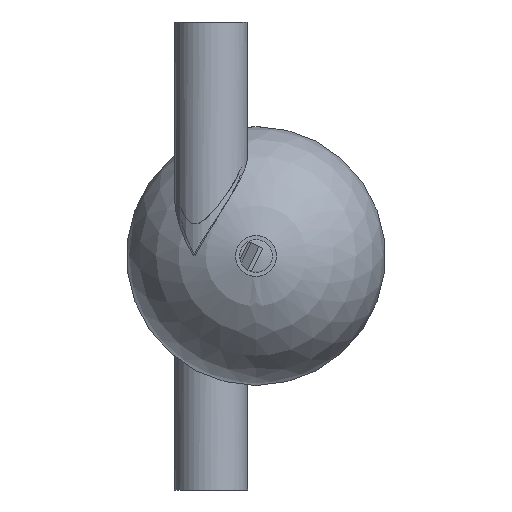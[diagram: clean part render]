
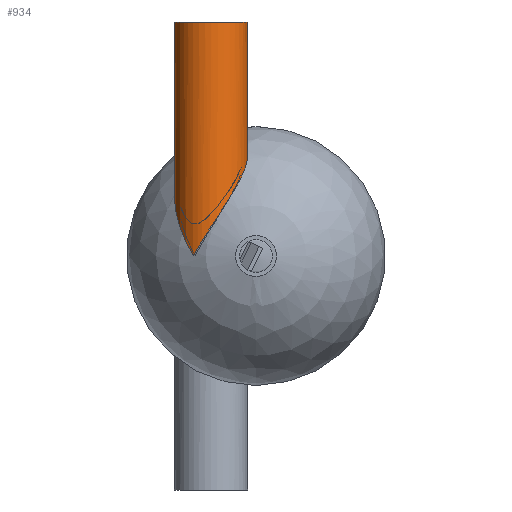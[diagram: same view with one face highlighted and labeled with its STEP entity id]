
A CAD part, left-side view. The second image highlights one B-rep face of the part: STEP entity #934.
In plain terms, the highlighted cylindrical face has radius 14.351 mm (diameter 28.702 mm), a full revolution.
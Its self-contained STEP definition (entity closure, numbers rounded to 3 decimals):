
#201=FACE_BOUND('',#384,.T.);
#268=FACE_OUTER_BOUND('',#383,.T.);
#383=EDGE_LOOP('',(#841));
#384=EDGE_LOOP('',(#842));
#459=CIRCLE('',#1100,14.351);
#467=B_SPLINE_CURVE_WITH_KNOTS('',3,(#2119,#2120,#2121,#2122,#2123,#2124,
#2125,#2126,#2127,#2128,#2129,#2130,#2131,#2132,#2133,#2134,#2135,#2136,
#2137,#2138,#2139,#2140,#2141,#2142,#2143,#2144,#2145,#2146,#2147,#2148,
#2149,#2150,#2151,#2152,#2153,#2154,#2155,#2156,#2157,#2158,#2159,#2160,
#2161,#2162,#2163,#2164,#2165,#2166,#2167,#2168,#2169,#2170,#2171,#2172,
#2173,#2174,#2175,#2176,#2177,#2178,#2179,#2180,#2181,#2182,#2183,#2184,
#2185,#2186,#2187,#2188,#2189,#2190,#2191,#2192,#2193,#2194,#2195,#2196,
#2197,#2198,#2199,#2200,#2201,#2202,#2203,#2204,#2205,#2206,#2207,#2208,
#2209,#2210,#2211,#2212),.UNSPECIFIED.,.T.,.F.,(4,3,3,3,3,3,3,3,3,3,3,3,
3,3,3,3,3,3,3,3,3,3,3,3,3,3,3,3,3,3,3,4),(0.,0.66,1.316,
1.673,1.955,2.087,2.696,3.292,
3.611,3.742,4.264,4.795,5.043,
5.212,5.351,5.702,6.046,6.243,
6.415,6.751,7.102,7.28,7.391,
7.921,8.447,8.739,8.905,9.076,
10.193,11.176,12.13,12.749),
 .UNSPECIFIED.);
#547=VERTEX_POINT('',#2116);
#548=VERTEX_POINT('',#2118);
#647=EDGE_CURVE('',#547,#547,#459,.T.);
#648=EDGE_CURVE('',#548,#548,#467,.T.);
#841=ORIENTED_EDGE('',*,*,#647,.T.);
#842=ORIENTED_EDGE('',*,*,#648,.F.);
#869=CYLINDRICAL_SURFACE('',#1099,14.351);
#934=ADVANCED_FACE('',(#268,#201),#869,.T.);
#1099=AXIS2_PLACEMENT_3D('',#2115,#1376,#1377);
#1100=AXIS2_PLACEMENT_3D('',#2117,#1378,#1379);
#1376=DIRECTION('center_axis',(0.,0.,1.));
#1377=DIRECTION('ref_axis',(1.,0.,0.));
#1378=DIRECTION('center_axis',(0.,0.,1.));
#1379=DIRECTION('ref_axis',(1.,0.,0.));
#2115=CARTESIAN_POINT('Origin',(-77.068,17.671,-200.091));
#2116=CARTESIAN_POINT('',(-91.419,17.671,-200.091));
#2117=CARTESIAN_POINT('Origin',(-77.068,17.671,-200.091));
#2118=CARTESIAN_POINT('',(-64.516,24.628,-108.328));
#2119=CARTESIAN_POINT('Ctrl Pts',(-64.516,24.628,-108.328));
#2120=CARTESIAN_POINT('Ctrl Pts',(-65.083,25.651,-110.191));
#2121=CARTESIAN_POINT('Ctrl Pts',(-65.813,26.665,-112.168));
#2122=CARTESIAN_POINT('Ctrl Pts',(-66.69,27.583,-114.175));
#2123=CARTESIAN_POINT('Ctrl Pts',(-67.562,28.496,-116.171));
#2124=CARTESIAN_POINT('Ctrl Pts',(-68.578,29.313,-118.196));
#2125=CARTESIAN_POINT('Ctrl Pts',(-69.68,29.974,-120.173));
#2126=CARTESIAN_POINT('Ctrl Pts',(-70.28,30.334,-121.25));
#2127=CARTESIAN_POINT('Ctrl Pts',(-70.904,30.649,-122.313));
#2128=CARTESIAN_POINT('Ctrl Pts',(-71.54,30.914,-123.35));
#2129=CARTESIAN_POINT('Ctrl Pts',(-72.041,31.124,-124.167));
#2130=CARTESIAN_POINT('Ctrl Pts',(-72.549,31.302,-124.969));
#2131=CARTESIAN_POINT('Ctrl Pts',(-73.056,31.45,-125.747));
#2132=CARTESIAN_POINT('Ctrl Pts',(-73.294,31.519,-126.112));
#2133=CARTESIAN_POINT('Ctrl Pts',(-73.536,31.583,-126.479));
#2134=CARTESIAN_POINT('Ctrl Pts',(-73.784,31.641,-126.85));
#2135=CARTESIAN_POINT('Ctrl Pts',(-74.929,31.91,-128.564));
#2136=CARTESIAN_POINT('Ctrl Pts',(-76.19,32.054,-130.352));
#2137=CARTESIAN_POINT('Ctrl Pts',(-77.492,32.016,-132.125));
#2138=CARTESIAN_POINT('Ctrl Pts',(-78.765,31.978,-133.857));
#2139=CARTESIAN_POINT('Ctrl Pts',(-80.075,31.766,-135.576));
#2140=CARTESIAN_POINT('Ctrl Pts',(-81.34,31.371,-137.214));
#2141=CARTESIAN_POINT('Ctrl Pts',(-82.02,31.159,-138.093));
#2142=CARTESIAN_POINT('Ctrl Pts',(-82.686,30.896,-138.95));
#2143=CARTESIAN_POINT('Ctrl Pts',(-83.326,30.585,-139.772));
#2144=CARTESIAN_POINT('Ctrl Pts',(-83.588,30.459,-140.109));
#2145=CARTESIAN_POINT('Ctrl Pts',(-83.844,30.324,-140.439));
#2146=CARTESIAN_POINT('Ctrl Pts',(-84.098,30.182,-140.766));
#2147=CARTESIAN_POINT('Ctrl Pts',(-85.109,29.614,-142.07));
#2148=CARTESIAN_POINT('Ctrl Pts',(-86.144,28.867,-143.411));
#2149=CARTESIAN_POINT('Ctrl Pts',(-87.098,27.935,-144.7));
#2150=CARTESIAN_POINT('Ctrl Pts',(-88.067,26.988,-146.009));
#2151=CARTESIAN_POINT('Ctrl Pts',(-88.951,25.85,-147.264));
#2152=CARTESIAN_POINT('Ctrl Pts',(-89.657,24.559,-148.396));
#2153=CARTESIAN_POINT('Ctrl Pts',(-89.989,23.954,-148.926));
#2154=CARTESIAN_POINT('Ctrl Pts',(-90.281,23.316,-149.43));
#2155=CARTESIAN_POINT('Ctrl Pts',(-90.527,22.652,-149.9));
#2156=CARTESIAN_POINT('Ctrl Pts',(-90.694,22.2,-150.221));
#2157=CARTESIAN_POINT('Ctrl Pts',(-90.84,21.736,-150.526));
#2158=CARTESIAN_POINT('Ctrl Pts',(-90.962,21.263,-150.815));
#2159=CARTESIAN_POINT('Ctrl Pts',(-91.062,20.874,-151.052));
#2160=CARTESIAN_POINT('Ctrl Pts',(-91.147,20.48,-151.277));
#2161=CARTESIAN_POINT('Ctrl Pts',(-91.217,20.067,-151.498));
#2162=CARTESIAN_POINT('Ctrl Pts',(-91.393,19.027,-152.054));
#2163=CARTESIAN_POINT('Ctrl Pts',(-91.464,17.89,-152.56));
#2164=CARTESIAN_POINT('Ctrl Pts',(-91.388,16.728,-152.966));
#2165=CARTESIAN_POINT('Ctrl Pts',(-91.312,15.586,-153.364));
#2166=CARTESIAN_POINT('Ctrl Pts',(-91.095,14.42,-153.665));
#2167=CARTESIAN_POINT('Ctrl Pts',(-90.737,13.299,-153.849));
#2168=CARTESIAN_POINT('Ctrl Pts',(-90.531,12.656,-153.955));
#2169=CARTESIAN_POINT('Ctrl Pts',(-90.28,12.029,-154.022));
#2170=CARTESIAN_POINT('Ctrl Pts',(-89.99,11.429,-154.052));
#2171=CARTESIAN_POINT('Ctrl Pts',(-89.739,10.909,-154.078));
#2172=CARTESIAN_POINT('Ctrl Pts',(-89.461,10.412,-154.076));
#2173=CARTESIAN_POINT('Ctrl Pts',(-89.149,9.925,-154.047));
#2174=CARTESIAN_POINT('Ctrl Pts',(-88.536,8.969,-153.989));
#2175=CARTESIAN_POINT('Ctrl Pts',(-87.795,8.069,-153.82));
#2176=CARTESIAN_POINT('Ctrl Pts',(-86.967,7.281,-153.545));
#2177=CARTESIAN_POINT('Ctrl Pts',(-86.102,6.456,-153.257));
#2178=CARTESIAN_POINT('Ctrl Pts',(-85.144,5.754,-152.853));
#2179=CARTESIAN_POINT('Ctrl Pts',(-84.163,5.196,-152.367));
#2180=CARTESIAN_POINT('Ctrl Pts',(-83.664,4.913,-152.12));
#2181=CARTESIAN_POINT('Ctrl Pts',(-83.16,4.666,-151.851));
#2182=CARTESIAN_POINT('Ctrl Pts',(-82.661,4.455,-151.57));
#2183=CARTESIAN_POINT('Ctrl Pts',(-82.353,4.324,-151.396));
#2184=CARTESIAN_POINT('Ctrl Pts',(-82.048,4.208,-151.218));
#2185=CARTESIAN_POINT('Ctrl Pts',(-81.746,4.104,-151.036));
#2186=CARTESIAN_POINT('Ctrl Pts',(-80.294,3.603,-150.159));
#2187=CARTESIAN_POINT('Ctrl Pts',(-78.791,3.349,-149.114));
#2188=CARTESIAN_POINT('Ctrl Pts',(-77.333,3.322,-147.954));
#2189=CARTESIAN_POINT('Ctrl Pts',(-75.884,3.295,-146.8));
#2190=CARTESIAN_POINT('Ctrl Pts',(-74.482,3.492,-145.532));
#2191=CARTESIAN_POINT('Ctrl Pts',(-73.202,3.85,-144.219));
#2192=CARTESIAN_POINT('Ctrl Pts',(-72.494,4.048,-143.492));
#2193=CARTESIAN_POINT('Ctrl Pts',(-71.822,4.295,-142.752));
#2194=CARTESIAN_POINT('Ctrl Pts',(-71.198,4.575,-142.015));
#2195=CARTESIAN_POINT('Ctrl Pts',(-70.843,4.734,-141.595));
#2196=CARTESIAN_POINT('Ctrl Pts',(-70.503,4.904,-141.176));
#2197=CARTESIAN_POINT('Ctrl Pts',(-70.179,5.081,-140.761));
#2198=CARTESIAN_POINT('Ctrl Pts',(-69.846,5.263,-140.335));
#2199=CARTESIAN_POINT('Ctrl Pts',(-69.526,5.455,-139.907));
#2200=CARTESIAN_POINT('Ctrl Pts',(-69.216,5.658,-139.475));
#2201=CARTESIAN_POINT('Ctrl Pts',(-67.182,6.987,-136.639));
#2202=CARTESIAN_POINT('Ctrl Pts',(-65.602,8.753,-133.628));
#2203=CARTESIAN_POINT('Ctrl Pts',(-64.515,10.714,-130.503));
#2204=CARTESIAN_POINT('Ctrl Pts',(-63.559,12.44,-127.753));
#2205=CARTESIAN_POINT('Ctrl Pts',(-62.987,14.317,-124.917));
#2206=CARTESIAN_POINT('Ctrl Pts',(-62.793,16.194,-122.047));
#2207=CARTESIAN_POINT('Ctrl Pts',(-62.604,18.018,-119.26));
#2208=CARTESIAN_POINT('Ctrl Pts',(-62.773,19.84,-116.443));
#2209=CARTESIAN_POINT('Ctrl Pts',(-63.246,21.531,-113.664));
#2210=CARTESIAN_POINT('Ctrl Pts',(-63.552,22.628,-111.862));
#2211=CARTESIAN_POINT('Ctrl Pts',(-63.984,23.669,-110.076));
#2212=CARTESIAN_POINT('Ctrl Pts',(-64.516,24.628,-108.328));
